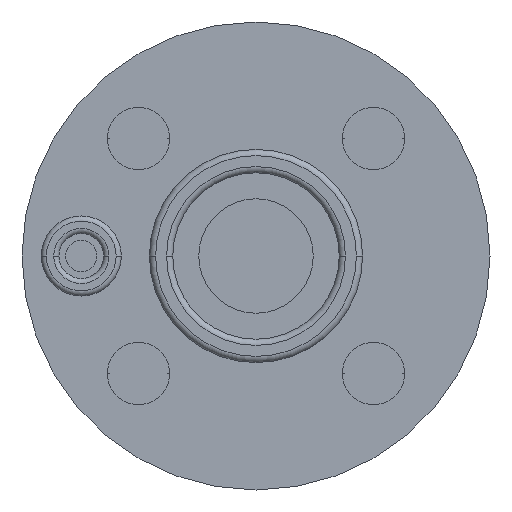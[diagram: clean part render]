
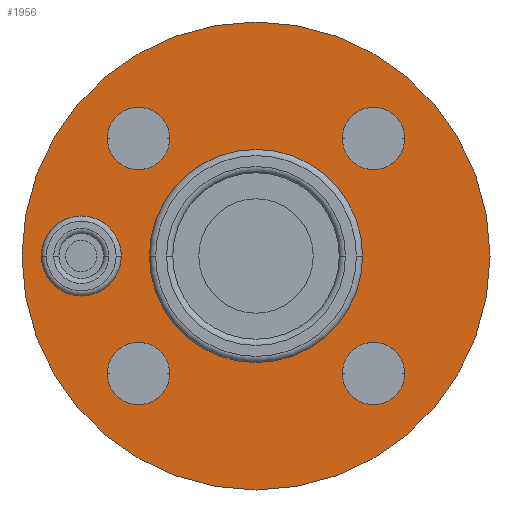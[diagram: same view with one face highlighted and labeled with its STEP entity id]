
A CAD part, front view. The second image highlights one B-rep face of the part: STEP entity #1956.
In plain terms, the highlighted planar face has unit normal (0, -1, 0).
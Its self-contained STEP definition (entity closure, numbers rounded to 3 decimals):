
#336=CARTESIAN_POINT('',(11.3,0.,11.3));
#337=DIRECTION('',(0.,-1.,0.));
#338=DIRECTION('',(-1.,0.,0.));
#339=AXIS2_PLACEMENT_3D('',#336,#337,#338);
#344=CARTESIAN_POINT('',(11.3,0.,11.3));
#345=DIRECTION('',(0.,-1.,0.));
#346=DIRECTION('',(1.,0.,0.));
#347=AXIS2_PLACEMENT_3D('',#344,#345,#346);
#352=CARTESIAN_POINT('',(-11.3,0.,11.3));
#353=DIRECTION('',(0.,-1.,0.));
#354=DIRECTION('',(-1.,0.,0.));
#355=AXIS2_PLACEMENT_3D('',#352,#353,#354);
#360=CARTESIAN_POINT('',(-11.3,0.,11.3));
#361=DIRECTION('',(0.,-1.,0.));
#362=DIRECTION('',(1.,0.,0.));
#363=AXIS2_PLACEMENT_3D('',#360,#361,#362);
#368=CARTESIAN_POINT('',(11.3,0.,-11.3));
#369=DIRECTION('',(0.,-1.,0.));
#370=DIRECTION('',(-1.,0.,0.));
#371=AXIS2_PLACEMENT_3D('',#368,#369,#370);
#376=CARTESIAN_POINT('',(11.3,0.,-11.3));
#377=DIRECTION('',(0.,-1.,0.));
#378=DIRECTION('',(1.,0.,0.));
#379=AXIS2_PLACEMENT_3D('',#376,#377,#378);
#384=CARTESIAN_POINT('',(-11.3,0.,-11.3));
#385=DIRECTION('',(0.,-1.,0.));
#386=DIRECTION('',(-1.,0.,0.));
#387=AXIS2_PLACEMENT_3D('',#384,#385,#386);
#392=CARTESIAN_POINT('',(-11.3,0.,-11.3));
#393=DIRECTION('',(0.,-1.,0.));
#394=DIRECTION('',(1.,0.,0.));
#395=AXIS2_PLACEMENT_3D('',#392,#393,#394);
#416=CARTESIAN_POINT('',(-16.8,0.,0.));
#417=DIRECTION('',(0.,1.,0.));
#418=DIRECTION('',(1.,0.,0.));
#419=AXIS2_PLACEMENT_3D('',#416,#417,#418);
#424=CARTESIAN_POINT('',(-16.8,0.,0.));
#425=DIRECTION('',(0.,1.,0.));
#426=DIRECTION('',(-1.,0.,0.));
#427=AXIS2_PLACEMENT_3D('',#424,#425,#426);
#432=CARTESIAN_POINT('',(0.,0.,0.));
#433=DIRECTION('',(0.,1.,0.));
#434=DIRECTION('',(-1.,0.,0.));
#435=AXIS2_PLACEMENT_3D('',#432,#433,#434);
#440=CARTESIAN_POINT('',(0.,0.,0.));
#441=DIRECTION('',(0.,1.,0.));
#442=DIRECTION('',(1.,0.,0.));
#443=AXIS2_PLACEMENT_3D('',#440,#441,#442);
#448=CARTESIAN_POINT('',(0.,0.,0.));
#449=DIRECTION('',(0.,1.,0.));
#450=DIRECTION('',(1.,0.,0.));
#451=AXIS2_PLACEMENT_3D('',#448,#449,#450);
#463=CARTESIAN_POINT('',(0.,0.,0.));
#464=DIRECTION('',(0.,-1.,0.));
#465=DIRECTION('',(1.,0.,0.));
#466=AXIS2_PLACEMENT_3D('',#463,#464,#465);
#1463=CARTESIAN_POINT('',(22.5,0.,0.));
#1465=VERTEX_POINT('',#1463);
#1485=CARTESIAN_POINT('',(-22.5,0.,0.));
#1487=VERTEX_POINT('',#1485);
#1529=CARTESIAN_POINT('',(8.3,0.,11.3));
#1530=CARTESIAN_POINT('',(14.3,0.,11.3));
#1531=VERTEX_POINT('',#1529);
#1532=VERTEX_POINT('',#1530);
#1543=CARTESIAN_POINT('',(-14.3,0.,11.3));
#1544=VERTEX_POINT('',#1543);
#1545=CARTESIAN_POINT('',(-8.3,0.,11.3));
#1546=VERTEX_POINT('',#1545);
#1557=CARTESIAN_POINT('',(8.3,0.,-11.3));
#1558=VERTEX_POINT('',#1557);
#1559=CARTESIAN_POINT('',(14.3,0.,-11.3));
#1560=VERTEX_POINT('',#1559);
#1571=CARTESIAN_POINT('',(-14.3,0.,-11.3));
#1572=VERTEX_POINT('',#1571);
#1573=CARTESIAN_POINT('',(-8.3,0.,-11.3));
#1574=VERTEX_POINT('',#1573);
#1587=CARTESIAN_POINT('',(-13.45,0.,0.));
#1588=CARTESIAN_POINT('',(-20.15,0.,0.));
#1589=VERTEX_POINT('',#1587);
#1590=VERTEX_POINT('',#1588);
#1611=CARTESIAN_POINT('',(-9.65,0.,0.));
#1612=CARTESIAN_POINT('',(9.65,0.,0.));
#1613=VERTEX_POINT('',#1611);
#1614=VERTEX_POINT('',#1612);
#1910=CARTESIAN_POINT('',(0.,0.,0.));
#1911=DIRECTION('',(0.,1.,0.));
#1912=DIRECTION('',(1.,0.,0.));
#1913=AXIS2_PLACEMENT_3D('',#1910,#1911,#1912);
#1914=PLANE('',#1913);
#1916=ORIENTED_EDGE('',*,*,#1915,.T.);
#1918=ORIENTED_EDGE('',*,*,#1917,.F.);
#1919=EDGE_LOOP('',(#1916,#1918));
#1920=FACE_OUTER_BOUND('',#1919,.F.);
#1922=ORIENTED_EDGE('',*,*,#1921,.T.);
#1924=ORIENTED_EDGE('',*,*,#1923,.T.);
#1925=EDGE_LOOP('',(#1922,#1924));
#1926=FACE_BOUND('',#1925,.F.);
#1928=ORIENTED_EDGE('',*,*,#1927,.T.);
#1930=ORIENTED_EDGE('',*,*,#1929,.T.);
#1931=EDGE_LOOP('',(#1928,#1930));
#1932=FACE_BOUND('',#1931,.F.);
#1934=ORIENTED_EDGE('',*,*,#1933,.T.);
#1936=ORIENTED_EDGE('',*,*,#1935,.T.);
#1937=EDGE_LOOP('',(#1934,#1936));
#1938=FACE_BOUND('',#1937,.F.);
#1940=ORIENTED_EDGE('',*,*,#1939,.T.);
#1942=ORIENTED_EDGE('',*,*,#1941,.T.);
#1943=EDGE_LOOP('',(#1940,#1942));
#1944=FACE_BOUND('',#1943,.F.);
#1946=ORIENTED_EDGE('',*,*,#1945,.F.);
#1948=ORIENTED_EDGE('',*,*,#1947,.F.);
#1949=EDGE_LOOP('',(#1946,#1948));
#1950=FACE_BOUND('',#1949,.F.);
#1951=ORIENTED_EDGE('',*,*,#1900,.F.);
#1953=ORIENTED_EDGE('',*,*,#1952,.F.);
#1954=EDGE_LOOP('',(#1951,#1953));
#1955=FACE_BOUND('',#1954,.F.);
#340=CIRCLE('',#339,3.);
#348=CIRCLE('',#347,3.);
#356=CIRCLE('',#355,3.);
#364=CIRCLE('',#363,3.);
#372=CIRCLE('',#371,3.);
#380=CIRCLE('',#379,3.);
#388=CIRCLE('',#387,3.);
#396=CIRCLE('',#395,3.);
#420=CIRCLE('',#419,3.35);
#428=CIRCLE('',#427,3.35);
#436=CIRCLE('',#435,9.65);
#444=CIRCLE('',#443,9.65);
#452=CIRCLE('',#451,22.5);
#467=CIRCLE('',#466,22.5);
#1900=EDGE_CURVE('',#1613,#1614,#436,.T.);
#1915=EDGE_CURVE('',#1465,#1487,#452,.T.);
#1917=EDGE_CURVE('',#1465,#1487,#467,.T.);
#1921=EDGE_CURVE('',#1531,#1532,#340,.T.);
#1923=EDGE_CURVE('',#1532,#1531,#348,.T.);
#1927=EDGE_CURVE('',#1544,#1546,#356,.T.);
#1929=EDGE_CURVE('',#1546,#1544,#364,.T.);
#1933=EDGE_CURVE('',#1558,#1560,#372,.T.);
#1935=EDGE_CURVE('',#1560,#1558,#380,.T.);
#1939=EDGE_CURVE('',#1572,#1574,#388,.T.);
#1941=EDGE_CURVE('',#1574,#1572,#396,.T.);
#1945=EDGE_CURVE('',#1589,#1590,#420,.T.);
#1947=EDGE_CURVE('',#1590,#1589,#428,.T.);
#1952=EDGE_CURVE('',#1614,#1613,#444,.T.);
#1956=ADVANCED_FACE('',(#1920,#1926,#1932,#1938,#1944,#1950,#1955),#1914,.F.);
